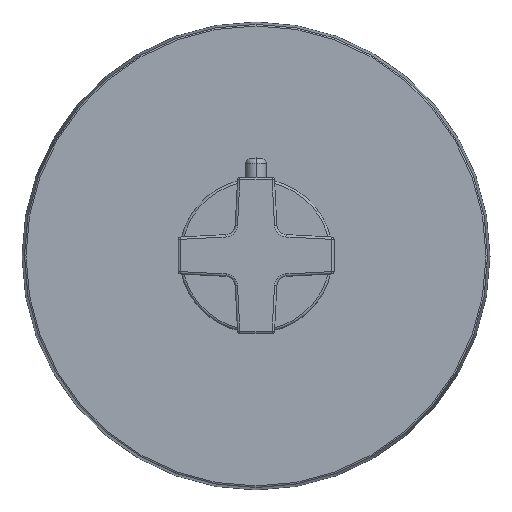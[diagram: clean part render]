
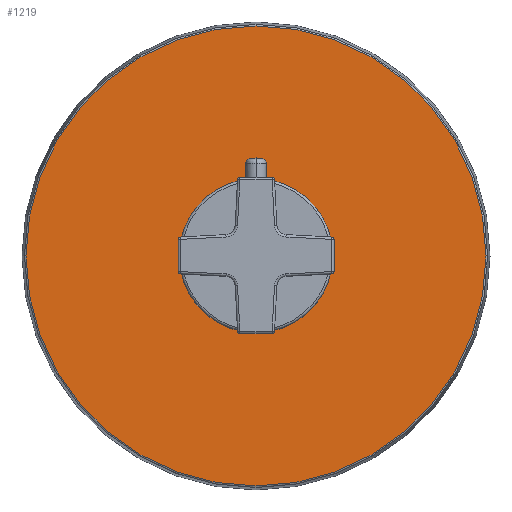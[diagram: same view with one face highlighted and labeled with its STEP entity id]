
A CAD part, top view. The second image highlights one B-rep face of the part: STEP entity #1219.
In plain terms, the highlighted planar face has unit normal (0, 0, 1).
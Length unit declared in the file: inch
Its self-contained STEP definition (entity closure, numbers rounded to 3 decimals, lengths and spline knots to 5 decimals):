
#2=CARTESIAN_POINT('',(0.,0.,0.375));
#3=DIRECTION('',(0.,0.,1.));
#4=DIRECTION('',(1.,0.,0.));
#5=AXIS2_PLACEMENT_3D('',#2,#3,#4);
#7=CARTESIAN_POINT('',(0.,0.,0.375));
#8=DIRECTION('',(0.,0.,1.));
#9=DIRECTION('',(-1.,0.,0.));
#10=AXIS2_PLACEMENT_3D('',#7,#8,#9);
#12=CARTESIAN_POINT('',(0.,0.,0.375));
#13=DIRECTION('',(0.,0.,1.));
#14=DIRECTION('',(1.,0.,0.));
#15=AXIS2_PLACEMENT_3D('',#12,#13,#14);
#17=CARTESIAN_POINT('',(0.,0.,0.375));
#18=DIRECTION('',(0.,0.,1.));
#19=DIRECTION('',(-1.,0.,0.));
#20=AXIS2_PLACEMENT_3D('',#17,#18,#19);
#986=CARTESIAN_POINT('',(2.94887,0.,0.375));
#987=CARTESIAN_POINT('',(-2.94887,0.,0.375));
#988=VERTEX_POINT('',#986);
#989=VERTEX_POINT('',#987);
#998=CARTESIAN_POINT('',(0.985,0.,0.375));
#999=CARTESIAN_POINT('',(-0.985,0.,0.375));
#1000=VERTEX_POINT('',#998);
#1001=VERTEX_POINT('',#999);
#1202=CARTESIAN_POINT('',(0.,0.,0.375));
#1203=DIRECTION('',(0.,0.,1.));
#1204=DIRECTION('',(1.,0.,0.));
#1205=AXIS2_PLACEMENT_3D('',#1202,#1203,#1204);
#1206=PLANE('',#1205);
#1208=ORIENTED_EDGE('',*,*,#1207,.F.);
#1210=ORIENTED_EDGE('',*,*,#1209,.F.);
#1211=EDGE_LOOP('',(#1208,#1210));
#1212=FACE_OUTER_BOUND('',#1211,.F.);
#1214=ORIENTED_EDGE('',*,*,#1213,.T.);
#1216=ORIENTED_EDGE('',*,*,#1215,.T.);
#1217=EDGE_LOOP('',(#1214,#1216));
#1218=FACE_BOUND('',#1217,.F.);
#1219=ADVANCED_FACE('',(#1212,#1218),#1206,.T.);
#6=CIRCLE('',#5,2.94887);
#11=CIRCLE('',#10,2.94887);
#16=CIRCLE('',#15,0.985);
#21=CIRCLE('',#20,0.985);
#1207=EDGE_CURVE('',#988,#989,#6,.T.);
#1209=EDGE_CURVE('',#989,#988,#11,.T.);
#1213=EDGE_CURVE('',#1000,#1001,#16,.T.);
#1215=EDGE_CURVE('',#1001,#1000,#21,.T.);
